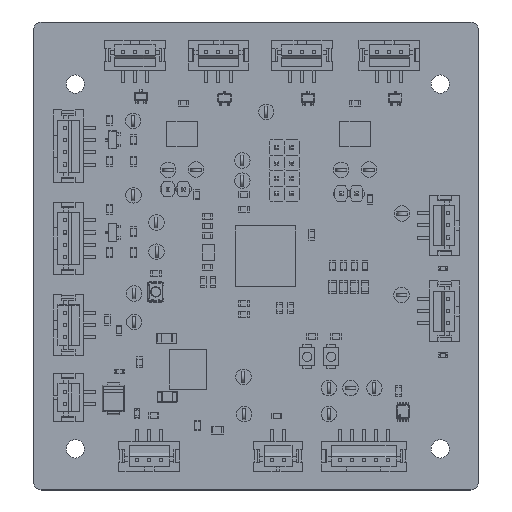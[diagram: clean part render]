
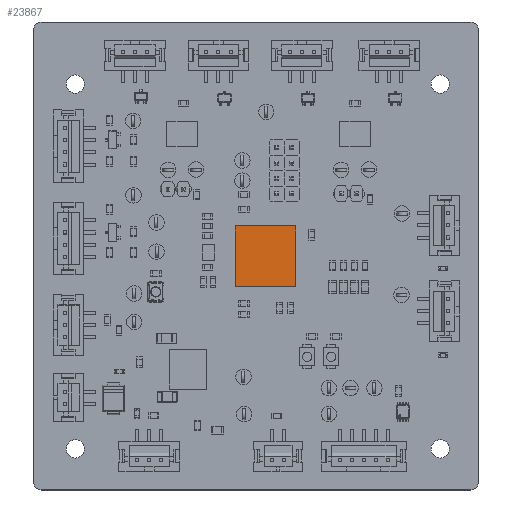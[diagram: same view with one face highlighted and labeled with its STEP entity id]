
A CAD part, top view. The second image highlights one B-rep face of the part: STEP entity #23867.
In plain terms, the highlighted planar face has unit normal (0, 0, 1).
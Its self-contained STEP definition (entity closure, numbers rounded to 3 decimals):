
#23738 = VERTEX_POINT('',#23739);
#23739 = CARTESIAN_POINT('',(-5.,-5.,1.55));
#23745 = EDGE_CURVE('',#23738,#23746,#23748,.T.);
#23746 = VERTEX_POINT('',#23747);
#23747 = CARTESIAN_POINT('',(-5.,5.,1.55));
#23748 = LINE('',#23749,#23750);
#23749 = CARTESIAN_POINT('',(-5.,-5.,1.55));
#23750 = VECTOR('',#23751,1.);
#23751 = DIRECTION('',(0.,1.,0.));
#23776 = EDGE_CURVE('',#23746,#23777,#23779,.T.);
#23777 = VERTEX_POINT('',#23778);
#23778 = CARTESIAN_POINT('',(5.,5.,1.55));
#23779 = LINE('',#23780,#23781);
#23780 = CARTESIAN_POINT('',(-5.,5.,1.55));
#23781 = VECTOR('',#23782,1.);
#23782 = DIRECTION('',(1.,0.,0.));
#23807 = EDGE_CURVE('',#23777,#23808,#23810,.T.);
#23808 = VERTEX_POINT('',#23809);
#23809 = CARTESIAN_POINT('',(5.,-5.,1.55));
#23810 = LINE('',#23811,#23812);
#23811 = CARTESIAN_POINT('',(5.,5.,1.55));
#23812 = VECTOR('',#23813,1.);
#23813 = DIRECTION('',(0.,-1.,0.));
#23838 = EDGE_CURVE('',#23808,#23738,#23839,.T.);
#23839 = LINE('',#23840,#23841);
#23840 = CARTESIAN_POINT('',(5.,-5.,1.55));
#23841 = VECTOR('',#23842,1.);
#23842 = DIRECTION('',(-1.,0.,0.));
#23867 = ADVANCED_FACE('',(#23868),#23874,.T.);
#23868 = FACE_BOUND('',#23869,.F.);
#23869 = EDGE_LOOP('',(#23870,#23871,#23872,#23873));
#23870 = ORIENTED_EDGE('',*,*,#23745,.T.);
#23871 = ORIENTED_EDGE('',*,*,#23776,.T.);
#23872 = ORIENTED_EDGE('',*,*,#23807,.T.);
#23873 = ORIENTED_EDGE('',*,*,#23838,.T.);
#23874 = PLANE('',#23875);
#23875 = AXIS2_PLACEMENT_3D('',#23876,#23877,#23878);
#23876 = CARTESIAN_POINT('',(-5.,-5.,1.55));
#23877 = DIRECTION('',(0.,0.,1.));
#23878 = DIRECTION('',(1.,0.,0.));
